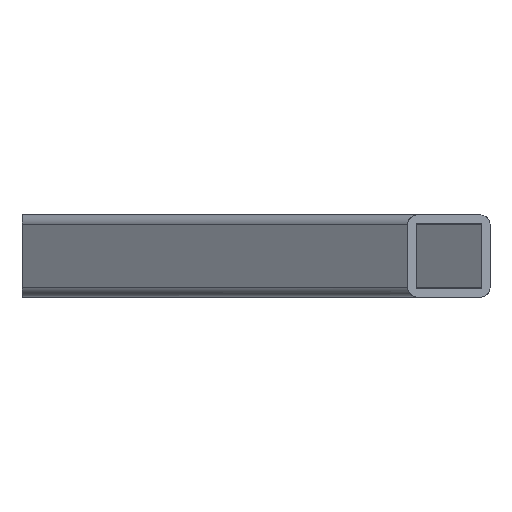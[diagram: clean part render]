
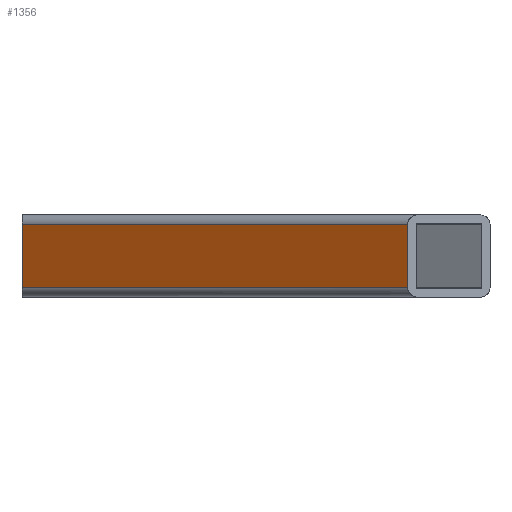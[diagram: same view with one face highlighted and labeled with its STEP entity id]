
A CAD part, front view. The second image highlights one B-rep face of the part: STEP entity #1356.
In plain terms, the highlighted planar face has unit normal (-0.591, -0.807, 0).
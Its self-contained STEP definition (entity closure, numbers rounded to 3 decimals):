
#44 = PLANE('',#45);
#45 = AXIS2_PLACEMENT_3D('',#46,#47,#48);
#46 = CARTESIAN_POINT('',(-103.84,307.943,-15.));
#47 = DIRECTION('',(1.,0.,0.));
#48 = DIRECTION('',(0.,-1.,0.));
#456 = VERTEX_POINT('',#457);
#457 = CARTESIAN_POINT('',(-103.84,178.745,11.5));
#477 = CYLINDRICAL_SURFACE('',#478,3.5);
#478 = AXIS2_PLACEMENT_3D('',#479,#480,#481);
#479 = CARTESIAN_POINT('',(-110.632,188.053,11.5));
#480 = DIRECTION('',(0.807,-0.591,0.)
  );
#481 = DIRECTION('',(-0.591,-0.807,0.
    ));
#511 = EDGE_CURVE('',#512,#456,#514,.T.);
#512 = VERTEX_POINT('',#513);
#513 = CARTESIAN_POINT('',(-103.84,178.745,-11.5));
#514 = SURFACE_CURVE('',#515,(#519,#526),.PCURVE_S1.);
#515 = LINE('',#516,#517);
#516 = CARTESIAN_POINT('',(-103.84,178.745,-11.5));
#517 = VECTOR('',#518,1.);
#518 = DIRECTION('',(0.,0.,1.));
#519 = PCURVE('',#44,#520);
#520 = DEFINITIONAL_REPRESENTATION('',(#521),#525);
#521 = LINE('',#522,#523);
#522 = CARTESIAN_POINT('',(129.198,-3.5));
#523 = VECTOR('',#524,1.);
#524 = DIRECTION('',(-0.,-1.));
#525 = ( GEOMETRIC_REPRESENTATION_CONTEXT(2) 
PARAMETRIC_REPRESENTATION_CONTEXT() REPRESENTATION_CONTEXT('2D SPACE',''
  ) );
#526 = PCURVE('',#527,#532);
#527 = PLANE('',#528);
#528 = AXIS2_PLACEMENT_3D('',#529,#530,#531);
#529 = CARTESIAN_POINT('',(-132.699,199.867,11.5));
#530 = DIRECTION('',(-0.591,-0.807,0.
    ));
#531 = DIRECTION('',(0.,0.,-1.));
#532 = DEFINITIONAL_REPRESENTATION('',(#533),#537);
#533 = LINE('',#534,#535);
#534 = CARTESIAN_POINT('',(23.,35.763));
#535 = VECTOR('',#536,1.);
#536 = DIRECTION('',(-1.,0.));
#537 = ( GEOMETRIC_REPRESENTATION_CONTEXT(2) 
PARAMETRIC_REPRESENTATION_CONTEXT() REPRESENTATION_CONTEXT('2D SPACE',''
  ) );
#561 = CYLINDRICAL_SURFACE('',#562,3.5);
#562 = AXIS2_PLACEMENT_3D('',#563,#564,#565);
#563 = CARTESIAN_POINT('',(-110.632,188.053,-11.5));
#564 = DIRECTION('',(0.807,-0.591,0.)
  );
#565 = DIRECTION('',(-0.591,-0.807,0.
    ));
#1243 = VERTEX_POINT('',#1244);
#1244 = CARTESIAN_POINT('',(36.92,75.723,-11.5));
#1313 = EDGE_CURVE('',#512,#1243,#1314,.T.);
#1314 = SURFACE_CURVE('',#1315,(#1319,#1348),.PCURVE_S1.);
#1315 = LINE('',#1316,#1317);
#1316 = CARTESIAN_POINT('',(-103.84,178.745,-11.5));
#1317 = VECTOR('',#1318,1.);
#1318 = DIRECTION('',(0.807,-0.591,0.)
  );
#1319 = PCURVE('',#561,#1320);
#1320 = DEFINITIONAL_REPRESENTATION('',(#1321),#1347);
#1321 = B_SPLINE_CURVE_WITH_KNOTS('',3,(#1322,#1323,#1324,#1325,#1326,
    #1327,#1328,#1329,#1330,#1331,#1332,#1333,#1334,#1335,#1336,#1337,
    #1338,#1339,#1340,#1341,#1342,#1343,#1344,#1345,#1346),
  .UNSPECIFIED.,.F.,.F.,(4,1,1,1,1,1,1,1,1,1,1,1,1,1,1,1,1,1,1,1,1,1,4),
  (0.,7.929,15.858,23.786,31.715,
    39.644,47.573,55.501,63.43,
    71.359,79.288,87.216,95.145,
    103.074,111.003,118.931,126.86,
    134.789,142.718,150.647,158.575,
    166.504,174.433),.QUASI_UNIFORM_KNOTS.);
#1322 = CARTESIAN_POINT('',(0.,10.978));
#1323 = CARTESIAN_POINT('',(0.,13.621));
#1324 = CARTESIAN_POINT('',(0.,18.907));
#1325 = CARTESIAN_POINT('',(0.,26.836));
#1326 = CARTESIAN_POINT('',(0.,34.765));
#1327 = CARTESIAN_POINT('',(0.,42.693));
#1328 = CARTESIAN_POINT('',(0.,50.622));
#1329 = CARTESIAN_POINT('',(0.,58.551));
#1330 = CARTESIAN_POINT('',(0.,66.48));
#1331 = CARTESIAN_POINT('',(0.,74.409));
#1332 = CARTESIAN_POINT('',(0.,82.337));
#1333 = CARTESIAN_POINT('',(0.,90.266));
#1334 = CARTESIAN_POINT('',(0.,98.195));
#1335 = CARTESIAN_POINT('',(0.,106.124));
#1336 = CARTESIAN_POINT('',(0.,114.052));
#1337 = CARTESIAN_POINT('',(0.,121.981));
#1338 = CARTESIAN_POINT('',(0.,129.91));
#1339 = CARTESIAN_POINT('',(0.,137.839));
#1340 = CARTESIAN_POINT('',(0.,145.767));
#1341 = CARTESIAN_POINT('',(0.,153.696));
#1342 = CARTESIAN_POINT('',(0.,161.625));
#1343 = CARTESIAN_POINT('',(0.,169.554));
#1344 = CARTESIAN_POINT('',(0.,177.483));
#1345 = CARTESIAN_POINT('',(0.,182.768));
#1346 = CARTESIAN_POINT('',(0.,185.411));
#1347 = ( GEOMETRIC_REPRESENTATION_CONTEXT(2) 
PARAMETRIC_REPRESENTATION_CONTEXT() REPRESENTATION_CONTEXT('2D SPACE',''
  ) );
#1348 = PCURVE('',#527,#1349);
#1349 = DEFINITIONAL_REPRESENTATION('',(#1350),#1354);
#1350 = LINE('',#1351,#1352);
#1351 = CARTESIAN_POINT('',(23.,35.763));
#1352 = VECTOR('',#1353,1.);
#1353 = DIRECTION('',(0.,1.));
#1354 = ( GEOMETRIC_REPRESENTATION_CONTEXT(2) 
PARAMETRIC_REPRESENTATION_CONTEXT() REPRESENTATION_CONTEXT('2D SPACE',''
  ) );
#1356 = ADVANCED_FACE('',(#1357),#527,.T.);
#1357 = FACE_BOUND('',#1358,.F.);
#1358 = EDGE_LOOP('',(#1359,#1360,#1405,#1431));
#1359 = ORIENTED_EDGE('',*,*,#511,.T.);
#1360 = ORIENTED_EDGE('',*,*,#1361,.F.);
#1361 = EDGE_CURVE('',#1362,#456,#1364,.T.);
#1362 = VERTEX_POINT('',#1363);
#1363 = CARTESIAN_POINT('',(36.92,75.723,11.5));
#1364 = SURFACE_CURVE('',#1365,(#1369,#1376),.PCURVE_S1.);
#1365 = LINE('',#1366,#1367);
#1366 = CARTESIAN_POINT('',(36.92,75.723,11.5));
#1367 = VECTOR('',#1368,1.);
#1368 = DIRECTION('',(-0.807,0.591,0.
    ));
#1369 = PCURVE('',#527,#1370);
#1370 = DEFINITIONAL_REPRESENTATION('',(#1371),#1375);
#1371 = LINE('',#1372,#1373);
#1372 = CARTESIAN_POINT('',(0.,210.196));
#1373 = VECTOR('',#1374,1.);
#1374 = DIRECTION('',(0.,-1.));
#1375 = ( GEOMETRIC_REPRESENTATION_CONTEXT(2) 
PARAMETRIC_REPRESENTATION_CONTEXT() REPRESENTATION_CONTEXT('2D SPACE',''
  ) );
#1376 = PCURVE('',#477,#1377);
#1377 = DEFINITIONAL_REPRESENTATION('',(#1378),#1404);
#1378 = B_SPLINE_CURVE_WITH_KNOTS('',3,(#1379,#1380,#1381,#1382,#1383,
    #1384,#1385,#1386,#1387,#1388,#1389,#1390,#1391,#1392,#1393,#1394,
    #1395,#1396,#1397,#1398,#1399,#1400,#1401,#1402,#1403),
  .UNSPECIFIED.,.F.,.F.,(4,1,1,1,1,1,1,1,1,1,1,1,1,1,1,1,1,1,1,1,1,1,4),
  (0.,7.929,15.858,23.786,31.715,
    39.644,47.573,55.501,63.43,
    71.359,79.288,87.216,95.145,
    103.074,111.003,118.931,126.86,
    134.789,142.718,150.647,158.575,
    166.504,174.433),.QUASI_UNIFORM_KNOTS.);
#1379 = CARTESIAN_POINT('',(6.283,185.411));
#1380 = CARTESIAN_POINT('',(6.283,182.768));
#1381 = CARTESIAN_POINT('',(6.283,177.483));
#1382 = CARTESIAN_POINT('',(6.283,169.554));
#1383 = CARTESIAN_POINT('',(6.283,161.625));
#1384 = CARTESIAN_POINT('',(6.283,153.696));
#1385 = CARTESIAN_POINT('',(6.283,145.767));
#1386 = CARTESIAN_POINT('',(6.283,137.839));
#1387 = CARTESIAN_POINT('',(6.283,129.91));
#1388 = CARTESIAN_POINT('',(6.283,121.981));
#1389 = CARTESIAN_POINT('',(6.283,114.052));
#1390 = CARTESIAN_POINT('',(6.283,106.124));
#1391 = CARTESIAN_POINT('',(6.283,98.195));
#1392 = CARTESIAN_POINT('',(6.283,90.266));
#1393 = CARTESIAN_POINT('',(6.283,82.337));
#1394 = CARTESIAN_POINT('',(6.283,74.409));
#1395 = CARTESIAN_POINT('',(6.283,66.48));
#1396 = CARTESIAN_POINT('',(6.283,58.551));
#1397 = CARTESIAN_POINT('',(6.283,50.622));
#1398 = CARTESIAN_POINT('',(6.283,42.693));
#1399 = CARTESIAN_POINT('',(6.283,34.765));
#1400 = CARTESIAN_POINT('',(6.283,26.836));
#1401 = CARTESIAN_POINT('',(6.283,18.907));
#1402 = CARTESIAN_POINT('',(6.283,13.621));
#1403 = CARTESIAN_POINT('',(6.283,10.978));
#1404 = ( GEOMETRIC_REPRESENTATION_CONTEXT(2) 
PARAMETRIC_REPRESENTATION_CONTEXT() REPRESENTATION_CONTEXT('2D SPACE',''
  ) );
#1405 = ORIENTED_EDGE('',*,*,#1406,.F.);
#1406 = EDGE_CURVE('',#1243,#1362,#1407,.T.);
#1407 = SURFACE_CURVE('',#1408,(#1412,#1419),.PCURVE_S1.);
#1408 = LINE('',#1409,#1410);
#1409 = CARTESIAN_POINT('',(36.92,75.723,-11.5));
#1410 = VECTOR('',#1411,1.);
#1411 = DIRECTION('',(0.,0.,1.));
#1412 = PCURVE('',#527,#1413);
#1413 = DEFINITIONAL_REPRESENTATION('',(#1414),#1418);
#1414 = LINE('',#1415,#1416);
#1415 = CARTESIAN_POINT('',(23.,210.196));
#1416 = VECTOR('',#1417,1.);
#1417 = DIRECTION('',(-1.,0.));
#1418 = ( GEOMETRIC_REPRESENTATION_CONTEXT(2) 
PARAMETRIC_REPRESENTATION_CONTEXT() REPRESENTATION_CONTEXT('2D SPACE',''
  ) );
#1419 = PCURVE('',#1420,#1425);
#1420 = PLANE('',#1421);
#1421 = AXIS2_PLACEMENT_3D('',#1422,#1423,#1424);
#1422 = CARTESIAN_POINT('',(36.92,83.333,11.5));
#1423 = DIRECTION('',(-1.,0.,0.));
#1424 = DIRECTION('',(0.,0.,-1.));
#1425 = DEFINITIONAL_REPRESENTATION('',(#1426),#1430);
#1426 = LINE('',#1427,#1428);
#1427 = CARTESIAN_POINT('',(23.,7.61));
#1428 = VECTOR('',#1429,1.);
#1429 = DIRECTION('',(-1.,-0.));
#1430 = ( GEOMETRIC_REPRESENTATION_CONTEXT(2) 
PARAMETRIC_REPRESENTATION_CONTEXT() REPRESENTATION_CONTEXT('2D SPACE',''
  ) );
#1431 = ORIENTED_EDGE('',*,*,#1313,.F.);
